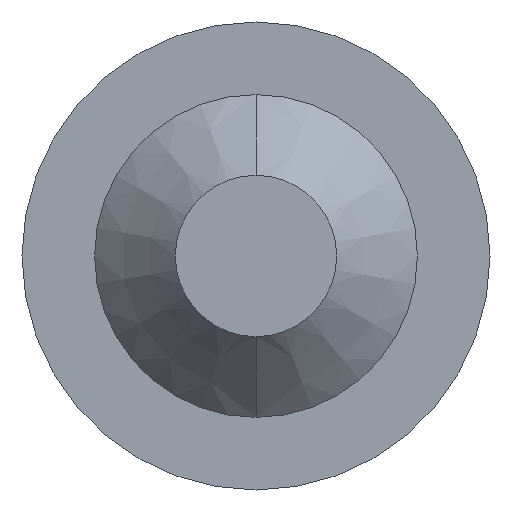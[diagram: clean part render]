
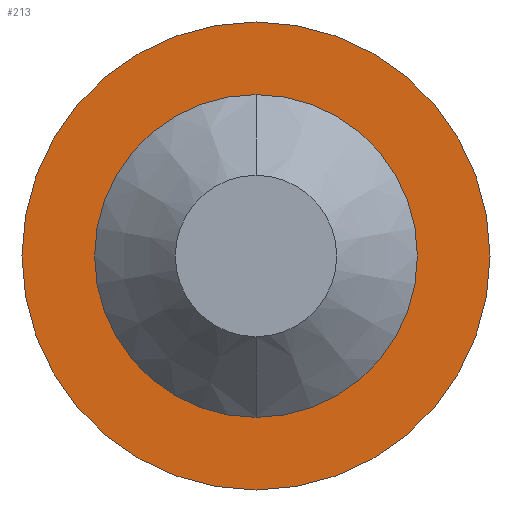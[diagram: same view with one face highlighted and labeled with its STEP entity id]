
A CAD part, front view. The second image highlights one B-rep face of the part: STEP entity #213.
In plain terms, the highlighted planar face has unit normal (0, -1, 0).
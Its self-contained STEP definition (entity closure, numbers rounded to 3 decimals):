
#9 = VERTEX_POINT ( 'NONE', #178 ) ;
#30 = AXIS2_PLACEMENT_3D ( 'NONE', #469, #137, #254 ) ;
#76 = CARTESIAN_POINT ( 'NONE',  ( 0., 0., 1.45 ) ) ;
#89 = CIRCLE ( 'NONE', #569, 1. ) ;
#127 = CARTESIAN_POINT ( 'NONE',  ( 0., 0., 0. ) ) ;
#137 = DIRECTION ( 'NONE',  ( 0., -1., 0. ) ) ;
#146 = DIRECTION ( 'NONE',  ( 0., 1., 0. ) ) ;
#155 = CARTESIAN_POINT ( 'NONE',  ( 0., 0., 0. ) ) ;
#163 = ORIENTED_EDGE ( 'NONE', *, *, #264, .T. ) ;
#175 = FACE_OUTER_BOUND ( 'NONE', #185, .T. ) ;
#178 = CARTESIAN_POINT ( 'NONE',  ( 0., 0., -1.45 ) ) ;
#179 = DIRECTION ( 'NONE',  ( 0., 0., -1. ) ) ;
#181 = ORIENTED_EDGE ( 'NONE', *, *, #219, .T. ) ;
#185 = EDGE_LOOP ( 'NONE', ( #181, #163 ) ) ;
#186 = CARTESIAN_POINT ( 'NONE',  ( 0., 0., 0. ) ) ;
#213 = ADVANCED_FACE ( 'NONE', ( #538, #175 ), #259, .T. ) ;
#219 = EDGE_CURVE ( 'NONE', #9, #267, #379, .T. ) ;
#230 = CARTESIAN_POINT ( 'NONE',  ( 0., 0., 0. ) ) ;
#239 = EDGE_LOOP ( 'NONE', ( #309, #455 ) ) ;
#254 = DIRECTION ( 'NONE',  ( 0., 0., -1. ) ) ;
#259 = PLANE ( 'NONE',  #30 ) ;
#261 = AXIS2_PLACEMENT_3D ( 'NONE', #186, #541, #365 ) ;
#264 = EDGE_CURVE ( 'NONE', #267, #9, #567, .T. ) ;
#267 = VERTEX_POINT ( 'NONE', #76 ) ;
#272 = DIRECTION ( 'NONE',  ( 0., 0., -1. ) ) ;
#274 = VERTEX_POINT ( 'NONE', #575 ) ;
#275 = CIRCLE ( 'NONE', #261, 1. ) ;
#309 = ORIENTED_EDGE ( 'NONE', *, *, #447, .T. ) ;
#315 = DIRECTION ( 'NONE',  ( 0., -1., 0. ) ) ;
#318 = AXIS2_PLACEMENT_3D ( 'NONE', #127, #315, #179 ) ;
#353 = VERTEX_POINT ( 'NONE', #463 ) ;
#365 = DIRECTION ( 'NONE',  ( 0., 0., 1. ) ) ;
#366 = EDGE_CURVE ( 'NONE', #353, #274, #275, .T. ) ;
#379 = CIRCLE ( 'NONE', #505, 1.45 ) ;
#447 = EDGE_CURVE ( 'NONE', #274, #353, #89, .T. ) ;
#455 = ORIENTED_EDGE ( 'NONE', *, *, #366, .T. ) ;
#463 = CARTESIAN_POINT ( 'NONE',  ( 0., 0., -1. ) ) ;
#464 = DIRECTION ( 'NONE',  ( 0., 0., 1. ) ) ;
#469 = CARTESIAN_POINT ( 'NONE',  ( 0., 0., 0. ) ) ;
#494 = DIRECTION ( 'NONE',  ( 0., -1., 0. ) ) ;
#505 = AXIS2_PLACEMENT_3D ( 'NONE', #230, #494, #272 ) ;
#538 = FACE_BOUND ( 'NONE', #239, .T. ) ;
#541 = DIRECTION ( 'NONE',  ( 0., 1., 0. ) ) ;
#567 = CIRCLE ( 'NONE', #318, 1.45 ) ;
#569 = AXIS2_PLACEMENT_3D ( 'NONE', #155, #146, #464 ) ;
#575 = CARTESIAN_POINT ( 'NONE',  ( 0., 0., 1. ) ) ;
